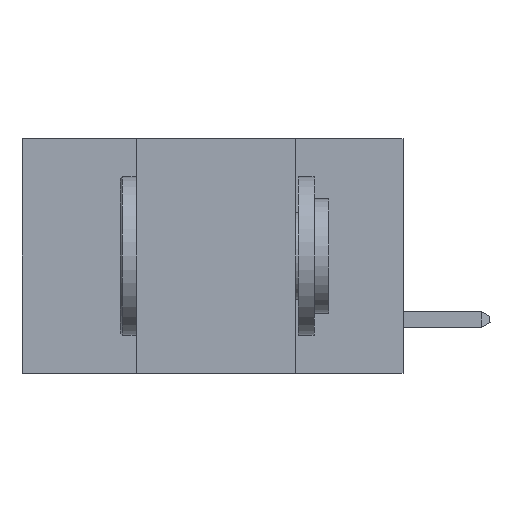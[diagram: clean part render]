
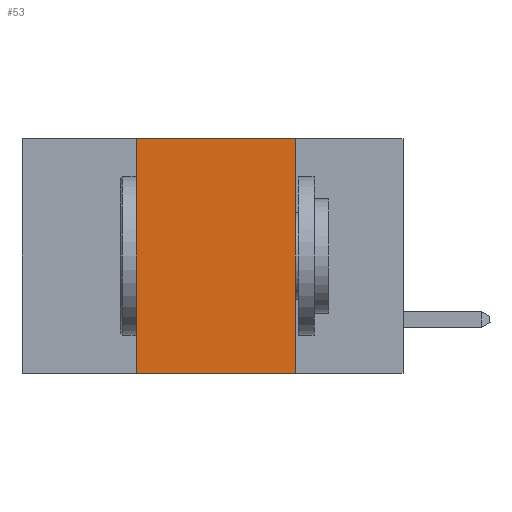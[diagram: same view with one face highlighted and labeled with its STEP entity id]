
A CAD part, left-side view. The second image highlights one B-rep face of the part: STEP entity #53.
In plain terms, the highlighted planar face has unit normal (-1, 0, 0).
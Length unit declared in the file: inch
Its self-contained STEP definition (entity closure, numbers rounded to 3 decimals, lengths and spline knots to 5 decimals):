
#53 = ADVANCED_FACE ( 'NONE', ( #32346 ), #13440, .F. ) ;
#1359 = AXIS2_PLACEMENT_3D ( 'NONE', #9465, #17402, #47242 ) ;
#3210 = LINE ( 'NONE', #16414, #6794 ) ;
#5387 = LINE ( 'NONE', #13144, #21948 ) ;
#6794 = VECTOR ( 'NONE', #42899, 39.37008 ) ;
#8647 = VERTEX_POINT ( 'NONE', #32840 ) ;
#9465 = CARTESIAN_POINT ( 'NONE',  ( 0., 0.6, 0. ) ) ;
#13144 = CARTESIAN_POINT ( 'NONE',  ( 0., 0.17, 0. ) ) ;
#13440 = PLANE ( 'NONE',  #1359 ) ;
#16031 = EDGE_LOOP ( 'NONE', ( #30846, #48388, #43858, #44374 ) ) ;
#16414 = CARTESIAN_POINT ( 'NONE',  ( 0., 0.6, 0. ) ) ;
#17402 = DIRECTION ( 'NONE',  ( 1., 0., 0. ) ) ;
#18902 = LINE ( 'NONE', #30890, #19460 ) ;
#19391 = VERTEX_POINT ( 'NONE', #43517 ) ;
#19460 = VECTOR ( 'NONE', #23566, 39.37008 ) ;
#20230 = DIRECTION ( 'NONE',  ( 0., 0., 1. ) ) ;
#21771 = VECTOR ( 'NONE', #20230, 39.37008 ) ;
#21854 = VERTEX_POINT ( 'NONE', #46517 ) ;
#21948 = VECTOR ( 'NONE', #24427, 39.37008 ) ;
#22989 = LINE ( 'NONE', #39430, #21771 ) ;
#23566 = DIRECTION ( 'NONE',  ( 0., -1., 0. ) ) ;
#24427 = DIRECTION ( 'NONE',  ( 0., 0., -1. ) ) ;
#30846 = ORIENTED_EDGE ( 'NONE', *, *, #43387, .F. ) ;
#30890 = CARTESIAN_POINT ( 'NONE',  ( 0., 0.6, -0.37 ) ) ;
#32346 = FACE_OUTER_BOUND ( 'NONE', #16031, .T. ) ;
#32840 = CARTESIAN_POINT ( 'NONE',  ( 0., 0.17, -0.37 ) ) ;
#33211 = EDGE_CURVE ( 'NONE', #21854, #34368, #3210, .T. ) ;
#34368 = VERTEX_POINT ( 'NONE', #38199 ) ;
#36045 = EDGE_CURVE ( 'NONE', #19391, #8647, #18902, .T. ) ;
#36267 = EDGE_CURVE ( 'NONE', #19391, #21854, #22989, .T. ) ;
#38199 = CARTESIAN_POINT ( 'NONE',  ( 0., 0.17, 0. ) ) ;
#39430 = CARTESIAN_POINT ( 'NONE',  ( 0., 0.42, 0. ) ) ;
#42899 = DIRECTION ( 'NONE',  ( 0., -1., 0. ) ) ;
#43387 = EDGE_CURVE ( 'NONE', #34368, #8647, #5387, .T. ) ;
#43517 = CARTESIAN_POINT ( 'NONE',  ( 0., 0.42, -0.37 ) ) ;
#43858 = ORIENTED_EDGE ( 'NONE', *, *, #36267, .F. ) ;
#44374 = ORIENTED_EDGE ( 'NONE', *, *, #36045, .T. ) ;
#46517 = CARTESIAN_POINT ( 'NONE',  ( 0., 0.42, 0. ) ) ;
#47242 = DIRECTION ( 'NONE',  ( 0., 0., -1. ) ) ;
#48388 = ORIENTED_EDGE ( 'NONE', *, *, #33211, .F. ) ;
